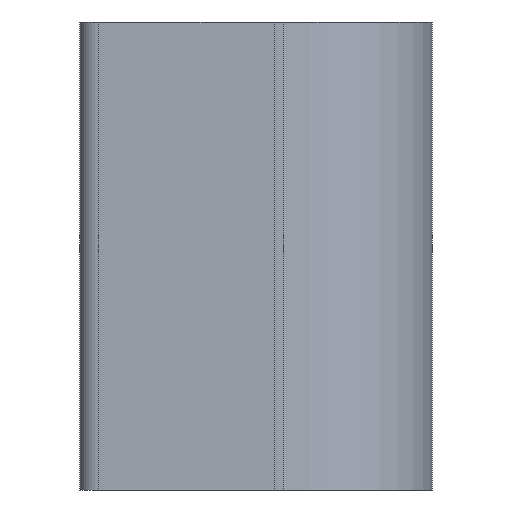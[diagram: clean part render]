
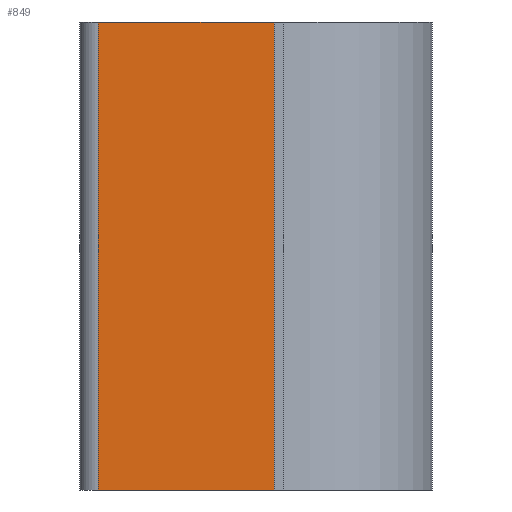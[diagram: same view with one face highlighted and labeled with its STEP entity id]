
A CAD part, left-side view. The second image highlights one B-rep face of the part: STEP entity #849.
In plain terms, the highlighted planar face has unit normal (-1, 0, 0).
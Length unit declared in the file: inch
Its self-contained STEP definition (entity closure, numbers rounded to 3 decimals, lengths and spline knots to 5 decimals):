
#45 = LINE ( 'NONE', #378, #54 ) ;
#54 = VECTOR ( 'NONE', #272, 39.37008 ) ;
#69 = DIRECTION ( 'NONE',  ( 0., 0., -1. ) ) ;
#73 = EDGE_CURVE ( 'NONE', #477, #543, #533, .T. ) ;
#84 = DIRECTION ( 'NONE',  ( 0., 0., -1. ) ) ;
#93 = DIRECTION ( 'NONE',  ( 1., 0., 0. ) ) ;
#204 = VERTEX_POINT ( 'NONE', #665 ) ;
#231 = CARTESIAN_POINT ( 'NONE',  ( -0.312, 0.282, 0. ) ) ;
#248 = CARTESIAN_POINT ( 'NONE',  ( -0.312, 0.282, 0.75 ) ) ;
#254 = DIRECTION ( 'NONE',  ( 0., 0., -1. ) ) ;
#268 = CARTESIAN_POINT ( 'NONE',  ( -0.312, 0.282, 0. ) ) ;
#272 = DIRECTION ( 'NONE',  ( 0., -1., 0. ) ) ;
#277 = ORIENTED_EDGE ( 'NONE', *, *, #490, .T. ) ;
#282 = AXIS2_PLACEMENT_3D ( 'NONE', #818, #93, #84 ) ;
#324 = ORIENTED_EDGE ( 'NONE', *, *, #707, .F. ) ;
#341 = ORIENTED_EDGE ( 'NONE', *, *, #73, .F. ) ;
#378 = CARTESIAN_POINT ( 'NONE',  ( -0.312, 0.282, 0.75 ) ) ;
#379 = LINE ( 'NONE', #248, #826 ) ;
#381 = FACE_OUTER_BOUND ( 'NONE', #794, .T. ) ;
#468 = ORIENTED_EDGE ( 'NONE', *, *, #651, .T. ) ;
#477 = VERTEX_POINT ( 'NONE', #523 ) ;
#490 = EDGE_CURVE ( 'NONE', #791, #543, #550, .T. ) ;
#523 = CARTESIAN_POINT ( 'NONE',  ( -0.312, 0., 0.75 ) ) ;
#533 = LINE ( 'NONE', #586, #773 ) ;
#543 = VERTEX_POINT ( 'NONE', #607 ) ;
#547 = DIRECTION ( 'NONE',  ( 0., -1., 0. ) ) ;
#550 = LINE ( 'NONE', #231, #566 ) ;
#566 = VECTOR ( 'NONE', #547, 39.37008 ) ;
#586 = CARTESIAN_POINT ( 'NONE',  ( -0.312, 0., 0.75 ) ) ;
#607 = CARTESIAN_POINT ( 'NONE',  ( -0.312, 0., 0. ) ) ;
#651 = EDGE_CURVE ( 'NONE', #204, #791, #379, .T. ) ;
#665 = CARTESIAN_POINT ( 'NONE',  ( -0.312, 0.282, 0.75 ) ) ;
#707 = EDGE_CURVE ( 'NONE', #204, #477, #45, .T. ) ;
#773 = VECTOR ( 'NONE', #69, 39.37008 ) ;
#791 = VERTEX_POINT ( 'NONE', #268 ) ;
#794 = EDGE_LOOP ( 'NONE', ( #277, #341, #324, #468 ) ) ;
#818 = CARTESIAN_POINT ( 'NONE',  ( -0.312, 0.282, 0.75 ) ) ;
#826 = VECTOR ( 'NONE', #254, 39.37008 ) ;
#845 = PLANE ( 'NONE',  #282 ) ;
#849 = ADVANCED_FACE ( 'NONE', ( #381 ), #845, .F. ) ;
